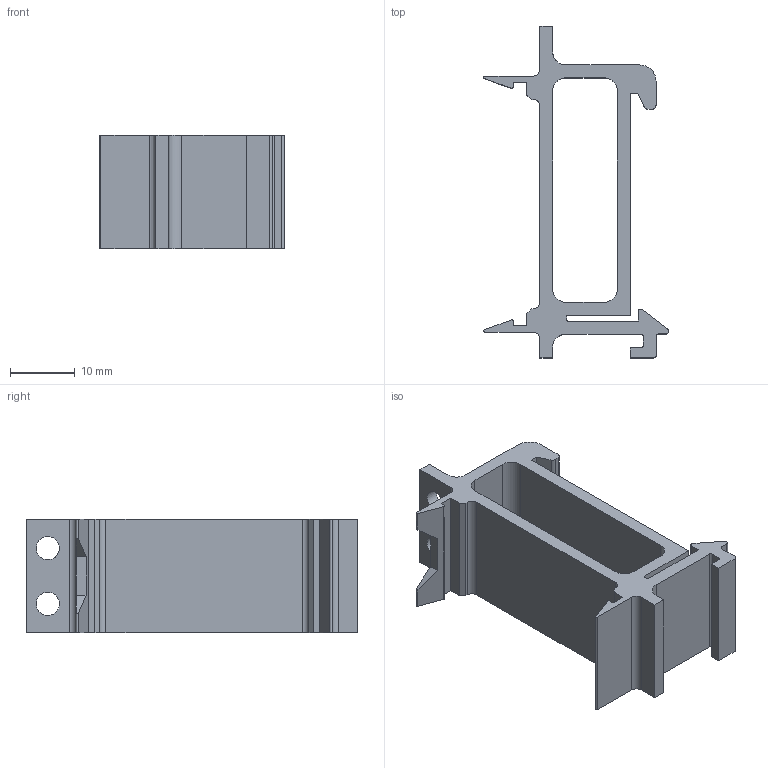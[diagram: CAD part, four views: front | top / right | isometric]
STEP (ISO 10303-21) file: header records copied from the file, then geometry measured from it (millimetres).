
FILE_DESCRIPTION(/* description */ (''),/* implementation_level */ '2;1');
FILE_NAME(/* name */ 'buck_converter.step',/* time_stamp */ '2022-10-20T15:02:08-03:00',/* author */ (''),/* organization */ (''),/* preprocessor_version */ 'ST-DEVELOPER v19',/* originating_system */ 'Autodesk Translation Framework v11.7.0.108',/* authorisation */ '');
FILE_SCHEMA (('AUTOMOTIVE_DESIGN { 1 0 10303 214 3 1 1 }'));
Length unit declared in the file: millimetre
Products named in the file (2): buck_converter_din_mount_v0; buck din mount 5v
Assembly tree (1 placements, depth 2):
  buck_converter_din_mount_v0
    buck din mount 5v
Bounding box: 28.49 x 51.16 x 17.5 mm (x, y, z)
Volume: 5632.7 mm3; surface area: 5872.4 mm2
Topology: 1 solids, 1 shells, 78 faces, 234 edges, 156 vertices
Faces by surface type: plane 49, cylinder 29
Full cylindrical faces by diameter (mm): 3.6 x2
Entity records: 2733 total; most frequent: CARTESIAN_POINT 505, ORIENTED_EDGE 468, DIRECTION 454, EDGE_CURVE 234, LINE 172, VECTOR 172, VERTEX_POINT 156, AXIS2_PLACEMENT_3D 141
